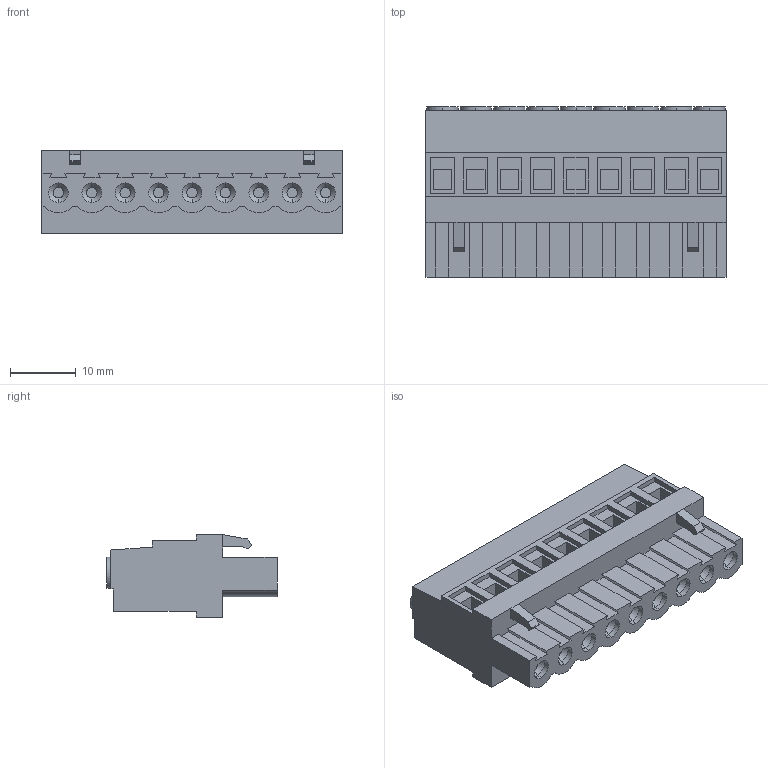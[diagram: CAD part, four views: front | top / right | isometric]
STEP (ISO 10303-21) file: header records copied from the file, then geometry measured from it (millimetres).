
FILE_DESCRIPTION (( 'STEP AP203' ), '1' );
FILE_NAME ('SOKETLI BASKILI DEVRE KLEMENSI - 5,08 MM DIK DISI - 9 LI.STEP', '2018-09-11T13:20:46', ( 'user' ), ( '' ), 'SwSTEP 2.0', 'SolidWorks 2016', '' );
FILE_SCHEMA (( 'CONFIG_CONTROL_DESIGN' ));
Length unit declared in the file: millimetre
Products named in the file (1): SOKETLI BASKILI DEVRE KLEMENSI - 5,08 MM DIK DISI - 9 LI
Bounding box: 45.66 x 25.9 x 12.6 mm (x, y, z)
Volume: 9224.8 mm3; surface area: 5950.8 mm2
Topology: 1 solids, 1 shells, 342 faces, 872 edges, 568 vertices
Faces by surface type: plane 234, cylinder 90, cone 18
Entity records: 10385 total; most frequent: CARTESIAN_POINT 1783, DIRECTION 1774, ORIENTED_EDGE 1744, EDGE_CURVE 872, VECTOR 656, LINE 656, VERTEX_POINT 568, AXIS2_PLACEMENT_3D 559
